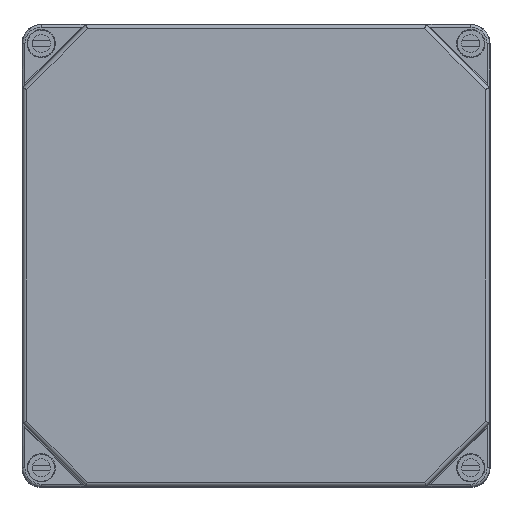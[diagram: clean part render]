
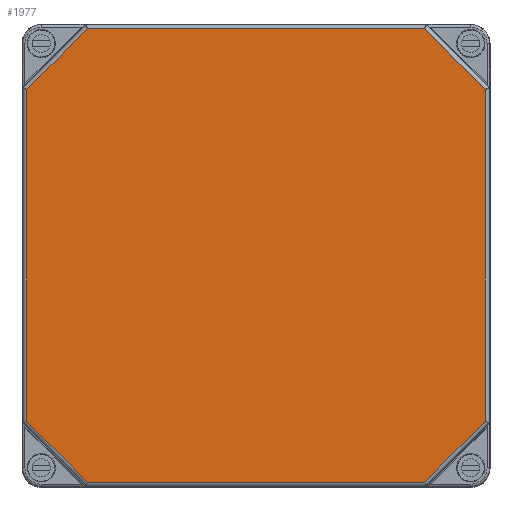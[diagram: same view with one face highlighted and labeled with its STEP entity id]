
A CAD part, top view. The second image highlights one B-rep face of the part: STEP entity #1977.
In plain terms, the highlighted planar face has unit normal (0, 0, 1).
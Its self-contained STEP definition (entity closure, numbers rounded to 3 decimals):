
#1977 = ADVANCED_FACE( '', ( #4223 ), #4224, .T. );
#4223 = FACE_OUTER_BOUND( '', #6599, .T. );
#4224 = PLANE( '', #6600 );
#6599 = EDGE_LOOP( '', ( #11992, #11993, #11994, #11995, #11996, #11997, #11998, #11999 ) );
#6600 = AXIS2_PLACEMENT_3D( '', #12000, #12001, #12002 );
#11992 = ORIENTED_EDGE( '', *, *, #14104, .T. );
#11993 = ORIENTED_EDGE( '', *, *, #15220, .F. );
#11994 = ORIENTED_EDGE( '', *, *, #14558, .T. );
#11995 = ORIENTED_EDGE( '', *, *, #14077, .F. );
#11996 = ORIENTED_EDGE( '', *, *, #15005, .T. );
#11997 = ORIENTED_EDGE( '', *, *, #14355, .T. );
#11998 = ORIENTED_EDGE( '', *, *, #15107, .T. );
#11999 = ORIENTED_EDGE( '', *, *, #15194, .T. );
#12000 = CARTESIAN_POINT( '', ( 0., 0., 92.5 ) );
#12001 = DIRECTION( '', ( 0., 0., 1. ) );
#12002 = DIRECTION( '', ( 1., 0., 0. ) );
#14077 = EDGE_CURVE( '', #17082, #17084, #17085, .T. );
#14104 = EDGE_CURVE( '', #17122, #17120, #17123, .T. );
#14355 = EDGE_CURVE( '', #17509, #17507, #17510, .T. );
#14558 = EDGE_CURVE( '', #17801, #17084, #17802, .T. );
#15005 = EDGE_CURVE( '', #17082, #17509, #18388, .T. );
#15107 = EDGE_CURVE( '', #17507, #18512, #18513, .T. );
#15194 = EDGE_CURVE( '', #18512, #17122, #18613, .T. );
#15220 = EDGE_CURVE( '', #17801, #17120, #18640, .T. );
#17082 = VERTEX_POINT( '', #21083 );
#17084 = VERTEX_POINT( '', #21085 );
#17085 = LINE( '', #21086, #21087 );
#17120 = VERTEX_POINT( '', #21146 );
#17122 = VERTEX_POINT( '', #21148 );
#17123 = LINE( '', #21149, #21150 );
#17507 = VERTEX_POINT( '', #21659 );
#17509 = VERTEX_POINT( '', #21661 );
#17510 = LINE( '', #21662, #21663 );
#17801 = VERTEX_POINT( '', #22042 );
#17802 = LINE( '', #22043, #22044 );
#18388 = LINE( '', #22868, #22869 );
#18512 = VERTEX_POINT( '', #23075 );
#18513 = LINE( '', #23076, #23077 );
#18613 = LINE( '', #23203, #23204 );
#18640 = LINE( '', #23254, #23255 );
#21083 = CARTESIAN_POINT( '', ( 89.182, 64.546, 92.5 ) );
#21085 = CARTESIAN_POINT( '', ( 89.182, -64.546, 92.5 ) );
#21086 = CARTESIAN_POINT( '', ( 89.182, 150., 92.5 ) );
#21087 = VECTOR( '', #24805, 1000. );
#21146 = CARTESIAN_POINT( '', ( -65.546, -88.182, 92.5 ) );
#21148 = CARTESIAN_POINT( '', ( -89.182, -64.546, 92.5 ) );
#21149 = CARTESIAN_POINT( '', ( -95.042, -58.686, 92.5 ) );
#21150 = VECTOR( '', #24828, 1000. );
#21659 = CARTESIAN_POINT( '', ( -65.546, 88.182, 92.5 ) );
#21661 = CARTESIAN_POINT( '', ( 65.546, 88.182, 92.5 ) );
#21662 = CARTESIAN_POINT( '', ( 100., 88.182, 92.5 ) );
#21663 = VECTOR( '', #25201, 1000. );
#22042 = CARTESIAN_POINT( '', ( 65.546, -88.182, 92.5 ) );
#22043 = CARTESIAN_POINT( '', ( 59.686, -94.042, 92.5 ) );
#22044 = VECTOR( '', #25458, 1000. );
#22868 = CARTESIAN_POINT( '', ( 95.042, 58.686, 92.5 ) );
#22869 = VECTOR( '', #25949, 1000. );
#23075 = CARTESIAN_POINT( '', ( -89.182, 64.546, 92.5 ) );
#23076 = CARTESIAN_POINT( '', ( -59.686, 94.042, 92.5 ) );
#23077 = VECTOR( '', #26044, 1000. );
#23203 = CARTESIAN_POINT( '', ( -89.182, 150., 92.5 ) );
#23204 = VECTOR( '', #26134, 1000. );
#23254 = CARTESIAN_POINT( '', ( 100., -88.182, 92.5 ) );
#23255 = VECTOR( '', #26147, 1000. );
#24805 = DIRECTION( '', ( 0., -1., 0. ) );
#24828 = DIRECTION( '', ( 0.707, -0.707, 0. ) );
#25201 = DIRECTION( '', ( -1., 0., 0. ) );
#25458 = DIRECTION( '', ( 0.707, 0.707, 0. ) );
#25949 = DIRECTION( '', ( -0.707, 0.707, 0. ) );
#26044 = DIRECTION( '', ( -0.707, -0.707, 0. ) );
#26134 = DIRECTION( '', ( 0., -1., 0. ) );
#26147 = DIRECTION( '', ( -1., 0., 0. ) );
